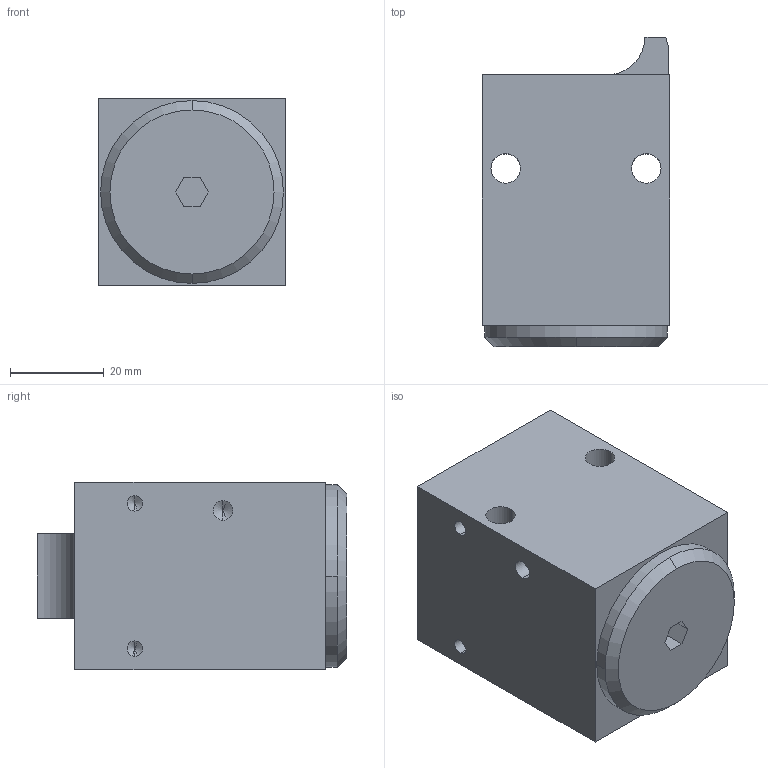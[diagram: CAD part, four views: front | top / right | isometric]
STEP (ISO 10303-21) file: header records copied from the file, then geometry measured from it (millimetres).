
FILE_DESCRIPTION (( 'STEP AP214' ), '1' );
FILE_NAME ('D0140-EW.STEP', '2008-05-26T09:31:02', ( '' ), ( '' ), 'SwSTEP 2.0', 'SolidWorks 2007', '' );
FILE_SCHEMA (( 'AUTOMOTIVE_DESIGN' ));
Length unit declared in the file: millimetre
Products named in the file (1): D0140-EW
Bounding box: 40 x 66 x 40 mm (x, y, z)
Volume: 86034.2 mm3; surface area: 17245.5 mm2
Topology: 1 solids, 1 shells, 60 faces, 151 edges, 90 vertices
Faces by surface type: plane 24, cylinder 22, cone 14
Entity records: 1870 total; most frequent: DIRECTION 309, CARTESIAN_POINT 290, ORIENTED_EDGE 278, EDGE_CURVE 139, AXIS2_PLACEMENT_3D 109, LINE 91, VECTOR 91, VERTEX_POINT 90
